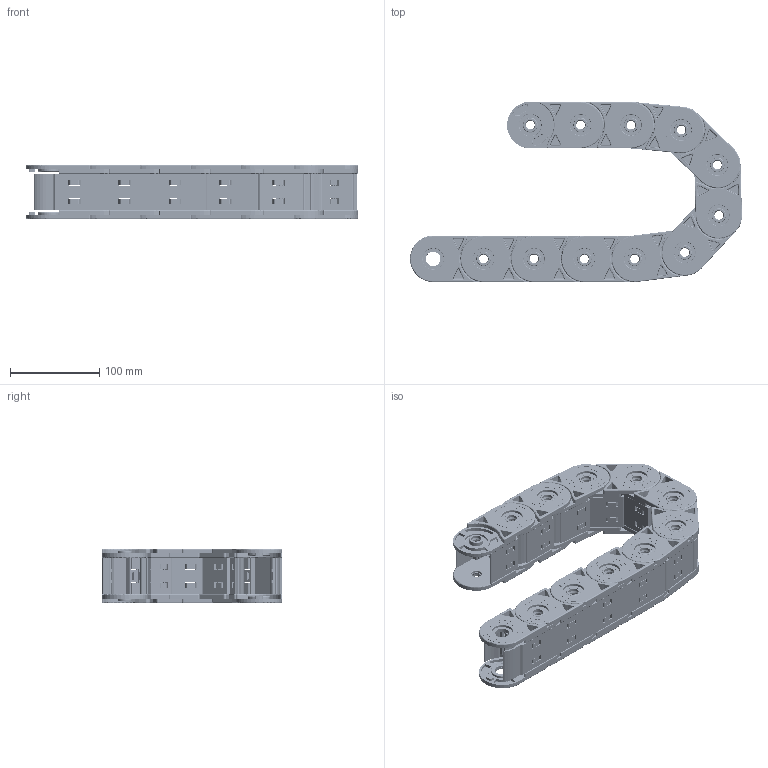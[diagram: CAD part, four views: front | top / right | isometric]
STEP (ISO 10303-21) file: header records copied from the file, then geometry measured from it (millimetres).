
FILE_DESCRIPTION (( 'STEP AP214' ), '1' );
FILE_NAME ('CK35-K040-R075.STEP', '2019-09-10T05:41:02', ( '' ), ( '' ), 'SwSTEP 2.0', 'SolidWorks 2017', '' );
FILE_SCHEMA (( 'AUTOMOTIVE_DESIGN' ));
Length unit declared in the file: millimetre
Products named in the file (2): CK35-K040-R075; CK35-K040
Assembly tree (11 placements, depth 2):
  CK35-K040-R075
    CK35-K040  x11
Bounding box: 372.28 x 202.03 x 61.41 mm (x, y, z)
Volume: 669708.4 mm3; surface area: 532534.9 mm2
Topology: 44 solids, 44 shells, 9328 faces, 23738 edges, 15004 vertices
Faces by surface type: plane 3828, cylinder 3036, torus 1188, bspline 880, cone 352, sphere 44
Entity records: 42133 total; most frequent: CARTESIAN_POINT 21918, ORIENTED_EDGE 4292, DIRECTION 4000, EDGE_CURVE 2146, AXIS2_PLACEMENT_3D 1408, VERTEX_POINT 1364, VECTOR 1184, LINE 1184
